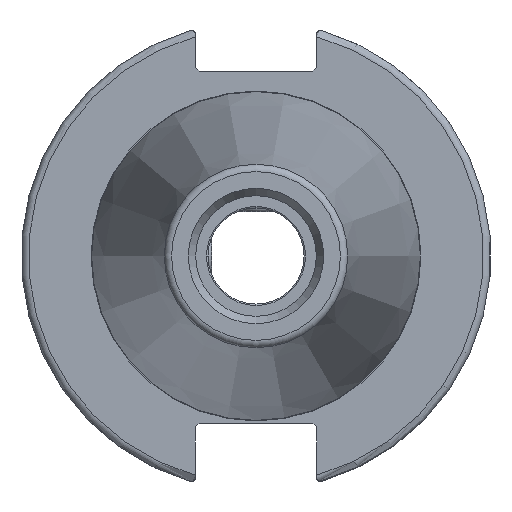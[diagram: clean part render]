
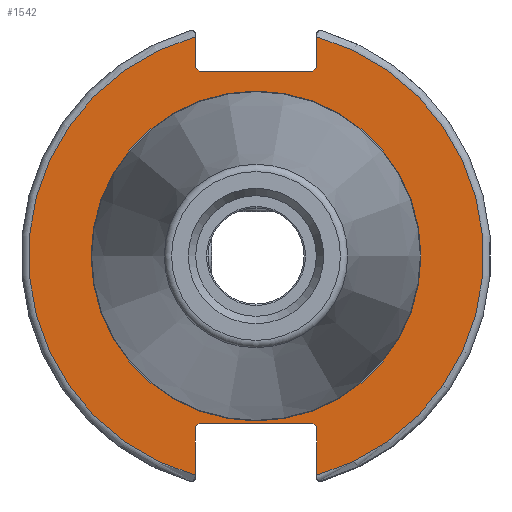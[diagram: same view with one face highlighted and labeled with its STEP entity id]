
A CAD part, left-side view. The second image highlights one B-rep face of the part: STEP entity #1542.
In plain terms, the highlighted planar face has unit normal (-1, 0, 0).
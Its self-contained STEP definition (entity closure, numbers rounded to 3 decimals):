
#68=FACE_BOUND('',#295,.T.);
#79=PLANE('',#1737);
#190=FACE_OUTER_BOUND('',#294,.T.);
#294=EDGE_LOOP('',(#1165,#1166,#1167,#1168,#1169,#1170,#1171,#1172,#1173,
#1174,#1175,#1176));
#295=EDGE_LOOP('',(#1177));
#392=LINE('',#2626,#500);
#393=LINE('',#2628,#501);
#394=LINE('',#2630,#502);
#395=LINE('',#2632,#503);
#396=LINE('',#2634,#504);
#397=LINE('',#2638,#505);
#398=LINE('',#2640,#506);
#399=LINE('',#2642,#507);
#400=LINE('',#2644,#508);
#401=LINE('',#2645,#509);
#500=VECTOR('',#2012,10.);
#501=VECTOR('',#2013,10.);
#502=VECTOR('',#2014,10.);
#503=VECTOR('',#2015,10.);
#504=VECTOR('',#2016,10.);
#505=VECTOR('',#2019,10.);
#506=VECTOR('',#2020,10.);
#507=VECTOR('',#2021,10.);
#508=VECTOR('',#2022,10.);
#509=VECTOR('',#2023,10.);
#616=CIRCLE('',#1735,22.3);
#618=CIRCLE('',#1738,30.75);
#619=CIRCLE('',#1739,30.75);
#711=VERTEX_POINT('',#2617);
#712=VERTEX_POINT('',#2622);
#713=VERTEX_POINT('',#2623);
#714=VERTEX_POINT('',#2625);
#715=VERTEX_POINT('',#2627);
#716=VERTEX_POINT('',#2629);
#717=VERTEX_POINT('',#2631);
#718=VERTEX_POINT('',#2633);
#719=VERTEX_POINT('',#2635);
#720=VERTEX_POINT('',#2637);
#721=VERTEX_POINT('',#2639);
#722=VERTEX_POINT('',#2641);
#723=VERTEX_POINT('',#2643);
#879=EDGE_CURVE('',#711,#711,#616,.T.);
#881=EDGE_CURVE('',#712,#713,#618,.T.);
#882=EDGE_CURVE('',#712,#714,#392,.T.);
#883=EDGE_CURVE('',#715,#714,#393,.T.);
#884=EDGE_CURVE('',#715,#716,#394,.T.);
#885=EDGE_CURVE('',#717,#716,#395,.T.);
#886=EDGE_CURVE('',#717,#718,#396,.T.);
#887=EDGE_CURVE('',#719,#718,#619,.T.);
#888=EDGE_CURVE('',#719,#720,#397,.T.);
#889=EDGE_CURVE('',#721,#720,#398,.T.);
#890=EDGE_CURVE('',#721,#722,#399,.T.);
#891=EDGE_CURVE('',#723,#722,#400,.T.);
#892=EDGE_CURVE('',#723,#713,#401,.T.);
#1165=ORIENTED_EDGE('',*,*,#881,.F.);
#1166=ORIENTED_EDGE('',*,*,#882,.T.);
#1167=ORIENTED_EDGE('',*,*,#883,.F.);
#1168=ORIENTED_EDGE('',*,*,#884,.T.);
#1169=ORIENTED_EDGE('',*,*,#885,.F.);
#1170=ORIENTED_EDGE('',*,*,#886,.T.);
#1171=ORIENTED_EDGE('',*,*,#887,.F.);
#1172=ORIENTED_EDGE('',*,*,#888,.T.);
#1173=ORIENTED_EDGE('',*,*,#889,.F.);
#1174=ORIENTED_EDGE('',*,*,#890,.T.);
#1175=ORIENTED_EDGE('',*,*,#891,.F.);
#1176=ORIENTED_EDGE('',*,*,#892,.T.);
#1177=ORIENTED_EDGE('',*,*,#879,.F.);
#1542=ADVANCED_FACE('',(#190,#68),#79,.T.);
#1735=AXIS2_PLACEMENT_3D('',#2619,#2004,#2005);
#1737=AXIS2_PLACEMENT_3D('',#2621,#2008,#2009);
#1738=AXIS2_PLACEMENT_3D('',#2624,#2010,#2011);
#1739=AXIS2_PLACEMENT_3D('',#2636,#2017,#2018);
#2004=DIRECTION('center_axis',(-1.,0.,0.));
#2005=DIRECTION('ref_axis',(0.,-1.,0.));
#2008=DIRECTION('center_axis',(-1.,0.,0.));
#2009=DIRECTION('ref_axis',(0.,0.,1.));
#2010=DIRECTION('center_axis',(1.,0.,0.));
#2011=DIRECTION('ref_axis',(0.,-1.,0.));
#2012=DIRECTION('',(0.,0.,-1.));
#2013=DIRECTION('',(0.,-0.707,0.707));
#2014=DIRECTION('',(0.,1.,0.));
#2015=DIRECTION('',(0.,-0.707,-0.707));
#2016=DIRECTION('',(0.,0.,1.));
#2017=DIRECTION('center_axis',(1.,0.,0.));
#2018=DIRECTION('ref_axis',(0.,1.,0.));
#2019=DIRECTION('',(0.,0.,1.));
#2020=DIRECTION('',(0.,0.707,-0.707));
#2021=DIRECTION('',(0.,-1.,0.));
#2022=DIRECTION('',(0.,0.707,0.707));
#2023=DIRECTION('',(0.,0.,-1.));
#2617=CARTESIAN_POINT('',(3.175,0.,22.3));
#2619=CARTESIAN_POINT('Origin',(3.175,0.,0.));
#2621=CARTESIAN_POINT('Origin',(3.175,31.75,0.));
#2622=CARTESIAN_POINT('',(3.175,-8.19,29.639));
#2623=CARTESIAN_POINT('',(3.175,-8.19,-29.639));
#2624=CARTESIAN_POINT('Origin',(3.175,0.,0.));
#2625=CARTESIAN_POINT('',(3.175,-8.19,25.5));
#2626=CARTESIAN_POINT('',(3.175,-8.19,12.5));
#2627=CARTESIAN_POINT('',(3.175,-7.69,25.));
#2628=CARTESIAN_POINT('',(3.175,8.295,9.015));
#2629=CARTESIAN_POINT('',(3.175,7.69,25.));
#2630=CARTESIAN_POINT('',(3.175,15.875,25.));
#2631=CARTESIAN_POINT('',(3.175,8.19,25.5));
#2632=CARTESIAN_POINT('',(3.175,7.58,24.89));
#2633=CARTESIAN_POINT('',(3.175,8.19,29.639));
#2634=CARTESIAN_POINT('',(3.175,8.19,12.5));
#2635=CARTESIAN_POINT('',(3.175,8.19,-29.639));
#2636=CARTESIAN_POINT('Origin',(3.175,0.,0.));
#2637=CARTESIAN_POINT('',(3.175,8.19,-23.1));
#2638=CARTESIAN_POINT('',(3.175,8.19,-11.3));
#2639=CARTESIAN_POINT('',(3.175,7.69,-22.6));
#2640=CARTESIAN_POINT('',(3.175,8.18,-23.09));
#2641=CARTESIAN_POINT('',(3.175,-7.69,-22.6));
#2642=CARTESIAN_POINT('',(3.175,15.875,-22.6));
#2643=CARTESIAN_POINT('',(3.175,-8.19,-23.1));
#2644=CARTESIAN_POINT('',(3.175,7.695,-7.215));
#2645=CARTESIAN_POINT('',(3.175,-8.19,-11.3));
